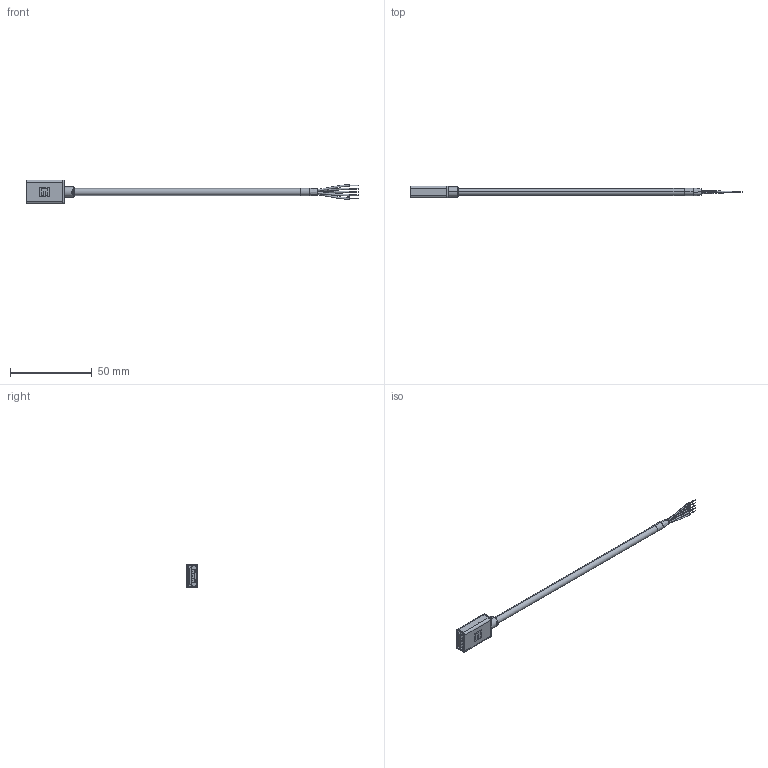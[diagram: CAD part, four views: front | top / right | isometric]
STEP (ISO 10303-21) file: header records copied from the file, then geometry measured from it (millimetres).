
FILE_DESCRIPTION (( 'STEP AP203' ), '1' );
FILE_NAME ('10-02337_revA.STEP', '2018-01-06T00:24:10', ( '' ), ( '' ), 'SwSTEP 2.0', 'SolidWorks 2015', '' );
FILE_SCHEMA (( 'CONFIG_CONTROL_DESIGN' ));
Length unit declared in the file: millimetre
Products named in the file (9): 50-00576 insulator; 10-02337_revA; 50-00576 shell; 55-00074; 50-00576; 50-00576 pin; 50-00576 insulator 2; 30-00872_s + t; 24-00217
Assembly tree (11 placements, depth 3):
  10-02337_revA
    30-00872_s + t
    24-00217
    55-00074
    50-00576
      50-00576 insulator
      50-00576 pin  x4
      50-00576 shell
      50-00576 insulator 2
Bounding box: 203.5 x 7.2 x 14.7 mm (x, y, z)
Volume: 4421 mm3; surface area: 22643.6 mm2
Topology: 100 solids, 100 shells, 1308 faces, 3263 edges, 2160 vertices
Faces by surface type: plane 736, cylinder 518, bspline 52, torus 2
Entity records: 37550 total; most frequent: CARTESIAN_POINT 8864, DIRECTION 5759, ORIENTED_EDGE 5632, EDGE_CURVE 2816, AXIS2_PLACEMENT_3D 2048, VERTEX_POINT 1869, VECTOR 1663, LINE 1663
